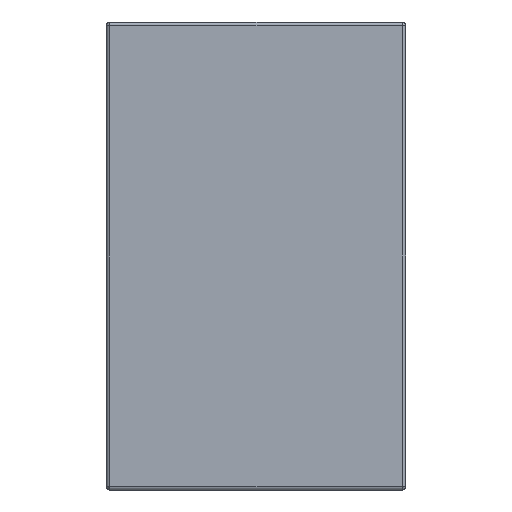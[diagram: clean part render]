
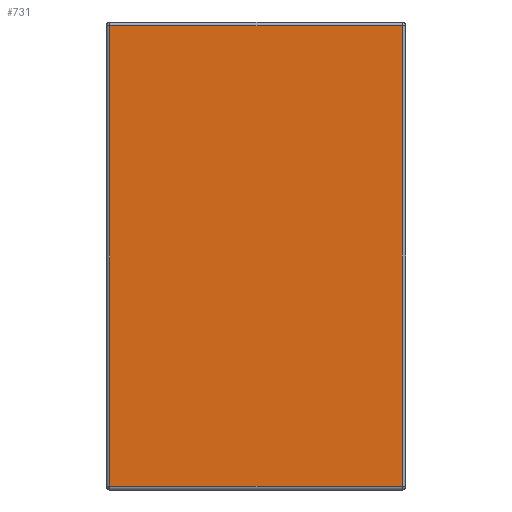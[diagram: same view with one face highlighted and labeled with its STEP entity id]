
A CAD part, left-side view. The second image highlights one B-rep face of the part: STEP entity #731.
In plain terms, the highlighted planar face has unit normal (-1, 0, 0).
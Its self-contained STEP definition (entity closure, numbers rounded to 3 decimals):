
#24 = VECTOR ( 'NONE', #890, 1000. ) ;
#103 = ORIENTED_EDGE ( 'NONE', *, *, #1279, .F. ) ;
#125 = VERTEX_POINT ( 'NONE', #1460 ) ;
#172 = VERTEX_POINT ( 'NONE', #622 ) ;
#291 = ORIENTED_EDGE ( 'NONE', *, *, #1129, .F. ) ;
#379 = VERTEX_POINT ( 'NONE', #552 ) ;
#391 = AXIS2_PLACEMENT_3D ( 'NONE', #1300, #1296, #1295 ) ;
#467 = EDGE_CURVE ( 'NONE', #172, #125, #1504, .T. ) ;
#552 = CARTESIAN_POINT ( 'NONE',  ( 0., 0.79, -0.01 ) ) ;
#622 = CARTESIAN_POINT ( 'NONE',  ( 0., 0.01, -0.01 ) ) ;
#668 = VERTEX_POINT ( 'NONE', #1855 ) ;
#703 = VECTOR ( 'NONE', #992, 1000. ) ;
#731 = ADVANCED_FACE ( 'NONE', ( #1391 ), #1334, .F. ) ;
#762 = DIRECTION ( 'NONE',  ( 0., 1., 0. ) ) ;
#804 = CARTESIAN_POINT ( 'NONE',  ( 0., 0.8, -1.24 ) ) ;
#890 = DIRECTION ( 'NONE',  ( 0., 0., 1. ) ) ;
#894 = LINE ( 'NONE', #804, #1670 ) ;
#906 = CARTESIAN_POINT ( 'NONE',  ( 0., 0.79, -1.25 ) ) ;
#977 = CARTESIAN_POINT ( 'NONE',  ( 0., 0.8, -0.01 ) ) ;
#992 = DIRECTION ( 'NONE',  ( 0., -1., 0. ) ) ;
#1033 = EDGE_LOOP ( 'NONE', ( #1240, #1920, #291, #103 ) ) ;
#1129 = EDGE_CURVE ( 'NONE', #379, #172, #1405, .T. ) ;
#1240 = ORIENTED_EDGE ( 'NONE', *, *, #1439, .F. ) ;
#1279 = EDGE_CURVE ( 'NONE', #668, #379, #1961, .T. ) ;
#1295 = DIRECTION ( 'NONE',  ( 0., 0., -1. ) ) ;
#1296 = DIRECTION ( 'NONE',  ( 1., 0., 0. ) ) ;
#1300 = CARTESIAN_POINT ( 'NONE',  ( 0., 0.8, 0. ) ) ;
#1334 = PLANE ( 'NONE',  #391 ) ;
#1391 = FACE_OUTER_BOUND ( 'NONE', #1033, .T. ) ;
#1405 = LINE ( 'NONE', #977, #703 ) ;
#1439 = EDGE_CURVE ( 'NONE', #125, #668, #894, .T. ) ;
#1460 = CARTESIAN_POINT ( 'NONE',  ( 0., 0.01, -1.24 ) ) ;
#1504 = LINE ( 'NONE', #1895, #1546 ) ;
#1546 = VECTOR ( 'NONE', #1899, 1000. ) ;
#1670 = VECTOR ( 'NONE', #762, 1000. ) ;
#1855 = CARTESIAN_POINT ( 'NONE',  ( 0., 0.79, -1.24 ) ) ;
#1895 = CARTESIAN_POINT ( 'NONE',  ( 0., 0.01, 0. ) ) ;
#1899 = DIRECTION ( 'NONE',  ( 0., 0., -1. ) ) ;
#1920 = ORIENTED_EDGE ( 'NONE', *, *, #467, .F. ) ;
#1961 = LINE ( 'NONE', #906, #24 ) ;
